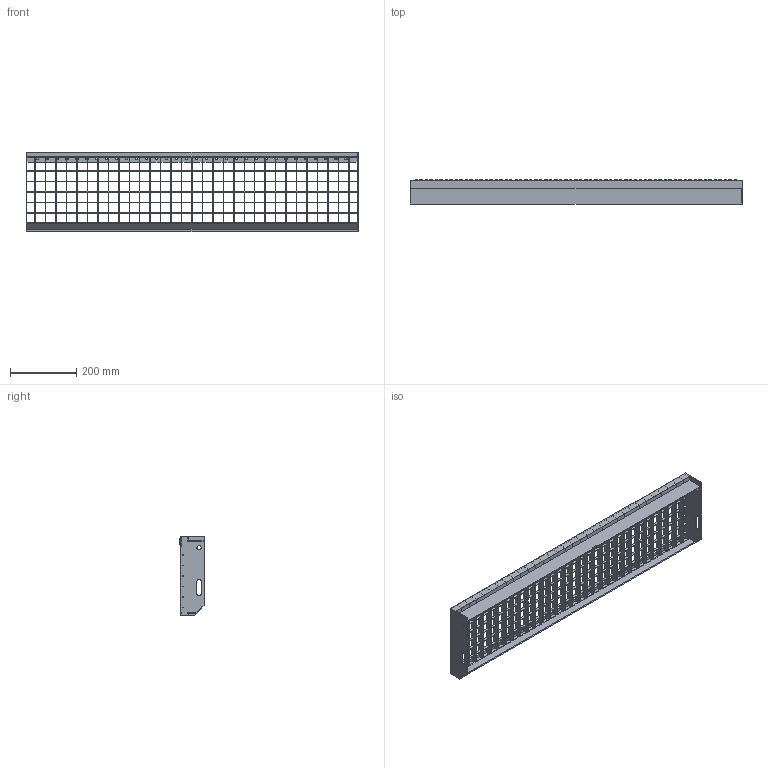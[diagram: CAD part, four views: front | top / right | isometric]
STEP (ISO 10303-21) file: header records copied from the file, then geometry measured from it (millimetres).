
FILE_DESCRIPTION (( 'STEP AP203' ), '1' );
FILE_NAME ('40.1002430.7.step', '2015-10-04T07:11:46', ( '' ), ( '' ), 'SwSTEP 2.0', 'SolidWorks 2015', '' );
FILE_SCHEMA (( 'CONFIG_CONTROL_DESIGN' ));
Length unit declared in the file: millimetre
Products named in the file (1): 40.1002430.7
Bounding box: 1000 x 72.67 x 240 mm (x, y, z)
Volume: 774318.2 mm3; surface area: 893888.8 mm2
Topology: 29 solids, 29 shells, 923 faces, 2336 edges, 1540 vertices
Faces by surface type: plane 564, cylinder 140, cone 130, bspline 89
Entity records: 33437 total; most frequent: CARTESIAN_POINT 10881, ORIENTED_EDGE 4672, DIRECTION 4384, EDGE_CURVE 2336, VECTOR 1602, LINE 1602, VERTEX_POINT 1540, AXIS2_PLACEMENT_3D 1391
